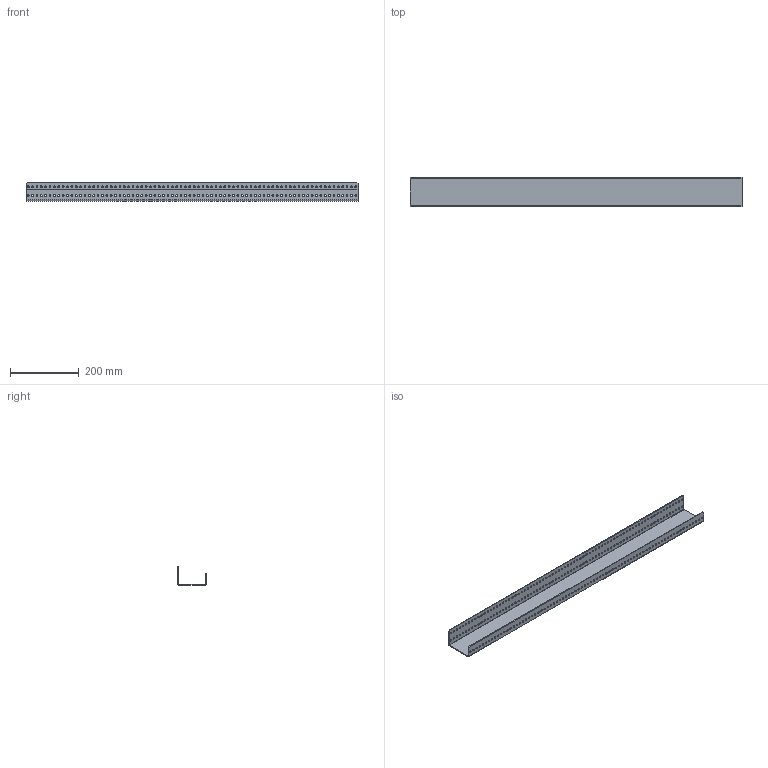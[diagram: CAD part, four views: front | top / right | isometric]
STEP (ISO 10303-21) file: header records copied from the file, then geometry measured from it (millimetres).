
FILE_DESCRIPTION (( 'STEP AP214' ), '1' );
FILE_NAME ('am-3513 AM14U3 AM14U4 End Plate XL.STEP', '2018-10-09T19:34:41', ( '' ), ( '' ), 'SwSTEP 2.0', 'SolidWorks 2018', '' );
FILE_SCHEMA (( 'AUTOMOTIVE_DESIGN' ));
Length unit declared in the file: inch
Products named in the file (1): am-3513 AM14U3 AM14U4 End Plate XL
Bounding box: 965.2 x 84.58 x 53.98 mm (x, y, z)
Volume: 489823.8 mm3; surface area: 327835 mm2
Topology: 1 solids, 1 shells, 254 faces, 892 edges, 640 vertices
Faces by surface type: cylinder 232, plane 22
Full cylindrical faces by diameter (mm): 5.334 x228
Entity records: 8472 total; most frequent: DIRECTION 1486, CARTESIAN_POINT 1255, ORIENTED_EDGE 1024, EDGE_LOOP 938, AXIS2_PLACEMENT_3D 719, EDGE_CURVE 512, VERTEX_POINT 488, FACE_OUTER_BOUND 482
